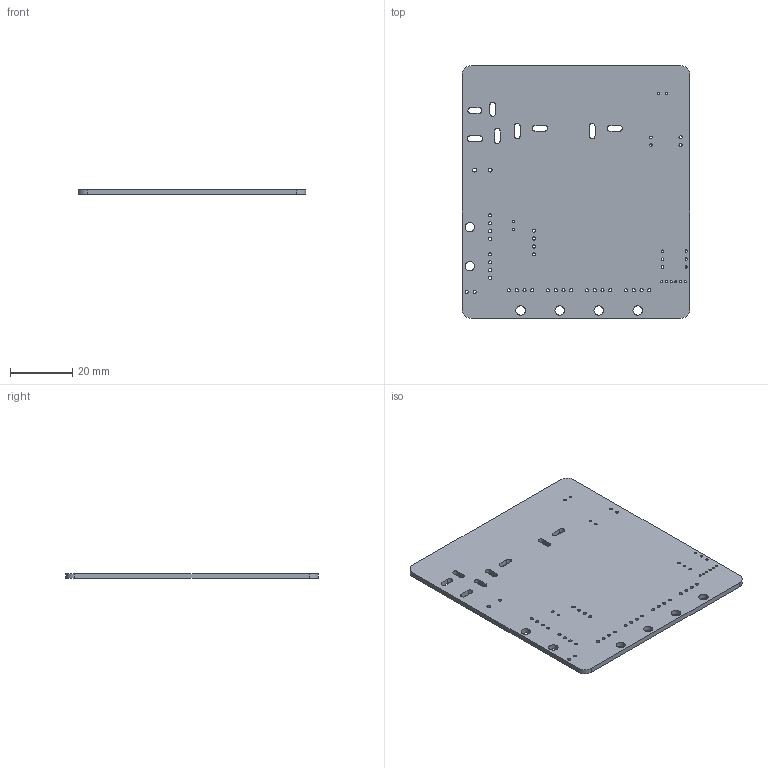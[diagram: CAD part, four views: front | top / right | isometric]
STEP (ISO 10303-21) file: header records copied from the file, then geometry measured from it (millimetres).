
FILE_DESCRIPTION(('KiCad electronic assembly'),'2;1');
FILE_NAME('hoge.step','2018-09-10T08:48:26',('An Author'),('A Company'), 'Open CASCADE STEP processor 6.8','KiCad to STEP converter','Unknown' );
FILE_SCHEMA(('AUTOMOTIVE_DESIGN_CC2 { 1 2 10303 214 -1 1 5 4 }'));
Length unit declared in the file: millimetre
Products named in the file (24): Open CASCADE STEP translator 6.8 1; C_Radial_D6.3_L11.2_P2.5; XA_4S; C_Radial_D12.5_L25_P5; SOIC-8_3.9x4.9mm_Pitch1.27mm; SOIC-16_3.9x9.9mm_Pitch1.27mm; R_0603; TO-252-2Lead; LQFP-48_7x7mm_Pitch0.5mm; R_1206; smd_push; ZH_6T; SW_ROTARY_16; crystal_smd_5x3.2mm; Deans_M_wired; SOT-223; SOIC-16_7.5x10.3mm_Pitch1.27mm; SOT89-3_Housing; Deans_F_wired; SOT-404; Socket_Strip_Straight_1x04; XA_2T; Pin_Header_Straight_1x02; COMPOUND
Assembly tree (186 placements, depth 2):
  Open CASCADE STEP translator 6.8 1
    C_Radial_D6.3_L11.2_P2.5  x3
    XA_4S  x6
    C_Radial_D12.5_L25_P5
    SOIC-8_3.9x4.9mm_Pitch1.27mm  x4
    SOIC-16_3.9x9.9mm_Pitch1.27mm  x4
    R_0603  x119
    TO-252-2Lead  x2
    LQFP-48_7x7mm_Pitch0.5mm
    R_1206  x21
    smd_push  x3
    ZH_6T
    SW_ROTARY_16
    crystal_smd_5x3.2mm
    Deans_M_wired
    SOT-223
    SOIC-16_7.5x10.3mm_Pitch1.27mm
    SOT89-3_Housing
    Deans_F_wired  x3
    SOT-404  x8
    Socket_Strip_Straight_1x04
    XA_2T
    Pin_Header_Straight_1x02
    COMPOUND
Bounding box: 73 x 81 x 1.6 mm (x, y, z)
Volume: 9221.9 mm3; surface area: 12493.2 mm2
Topology: 1 solids, 1 shells, 100 faces, 294 edges, 196 vertices
Faces by surface type: cylinder 78, plane 22
Full cylindrical faces by diameter (mm): 0.7 x6, 0.762 x6, 0.8 x6, 1 x26, 1.016 x6, 1.2 x2, 3 x6
Entity records: 9715 total; most frequent: CARTESIAN_POINT 2301, DIRECTION 1456, ORIENTED_EDGE 588, PCURVE 588, DEFINITIONAL_REPRESENTATION 588, LINE 570, VECTOR 570, AXIS2_PLACEMENT_3D 443
